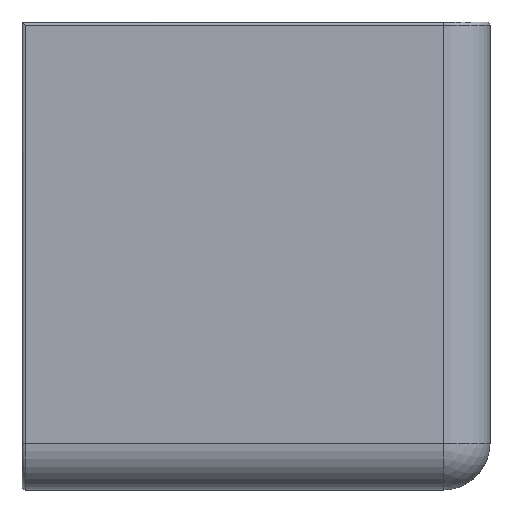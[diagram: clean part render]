
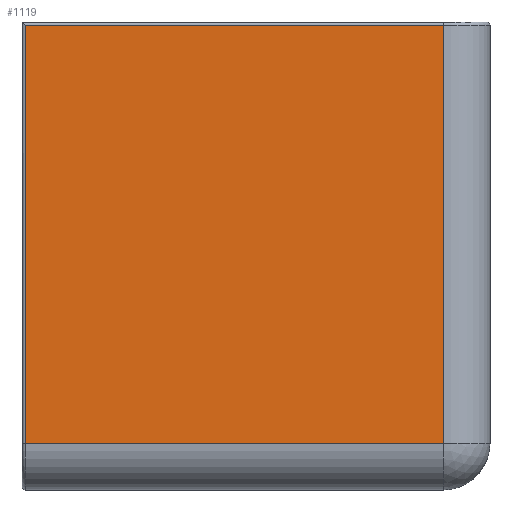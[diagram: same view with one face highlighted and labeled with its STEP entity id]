
A CAD part, left-side view. The second image highlights one B-rep face of the part: STEP entity #1119.
In plain terms, the highlighted planar face has unit normal (-1, 0, 0).
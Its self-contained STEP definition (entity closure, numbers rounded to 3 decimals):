
#853=CARTESIAN_POINT('',(-30.,29.8,29.8));
#854=VERTEX_POINT('',#853);
#855=CARTESIAN_POINT('',(-30.,3.0,29.8));
#856=VERTEX_POINT('',#855);
#857=CARTESIAN_POINT('',(-30.,29.8,29.8));
#858=DIRECTION('',(0.0,-1.0,0.0));
#859=VECTOR('',#858,26.8);
#860=LINE('',#857,#859);
#861=EDGE_CURVE('',#854,#856,#860,.T.);
#946=CARTESIAN_POINT('',(-30.0,29.8,3.));
#947=VERTEX_POINT('',#946);
#987=CARTESIAN_POINT('',(-30.0,29.8,3.));
#988=DIRECTION('',(0.0,0.0,1.0));
#989=VECTOR('',#988,26.8);
#990=LINE('',#987,#989);
#991=EDGE_CURVE('',#947,#854,#990,.T.);
#1084=CARTESIAN_POINT('',(-30.0,3.0,3.));
#1085=VERTEX_POINT('',#1084);
#1086=CARTESIAN_POINT('',(-30.,3.0,29.8));
#1087=DIRECTION('',(0.0,0.0,-1.0));
#1088=VECTOR('',#1087,26.8);
#1089=LINE('',#1086,#1088);
#1090=EDGE_CURVE('',#856,#1085,#1089,.T.);
#1103=CARTESIAN_POINT('',(-30.0,0.0,0.0));
#1104=DIRECTION('',(-1.0,0.0,0.0));
#1105=DIRECTION('',(0.0,0.0,1.0));
#1106=AXIS2_PLACEMENT_3D('',#1103,#1104,#1105);
#1107=PLANE('',#1106);
#1108=ORIENTED_EDGE('',*,*,#861,.F.);
#1109=ORIENTED_EDGE('',*,*,#991,.F.);
#1110=CARTESIAN_POINT('',(-30.0,3.0,3.));
#1111=DIRECTION('',(0.0,1.0,0.0));
#1112=VECTOR('',#1111,26.8);
#1113=LINE('',#1110,#1112);
#1114=EDGE_CURVE('',#1085,#947,#1113,.T.);
#1115=ORIENTED_EDGE('',*,*,#1114,.F.);
#1116=ORIENTED_EDGE('',*,*,#1090,.F.);
#1117=EDGE_LOOP('',(#1108,#1109,#1115,#1116));
#1118=FACE_OUTER_BOUND('',#1117,.T.);
#1119=ADVANCED_FACE('',(#1118),#1107,.T.);
